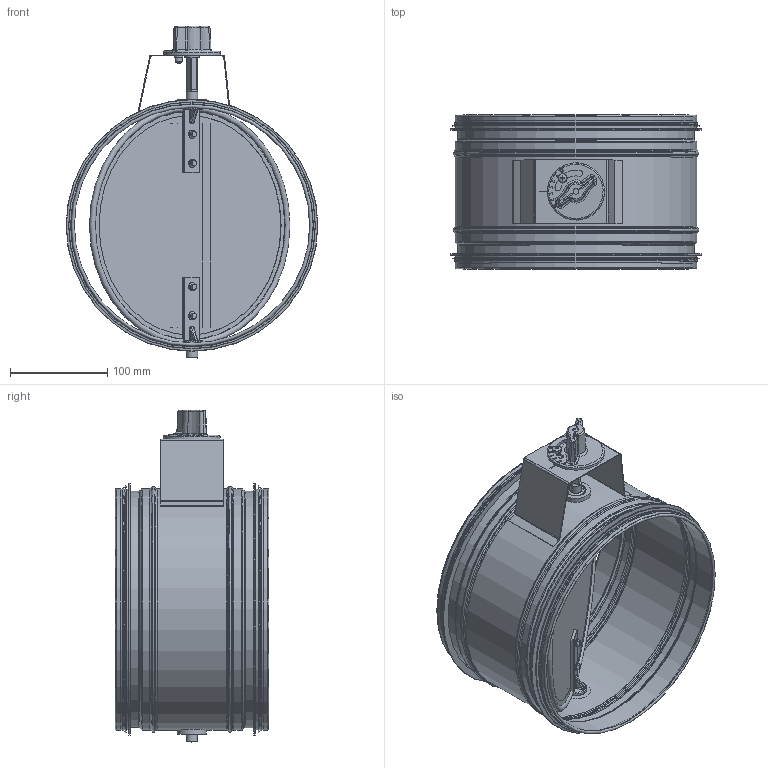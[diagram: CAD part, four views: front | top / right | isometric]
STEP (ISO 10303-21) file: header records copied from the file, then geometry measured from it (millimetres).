
FILE_DESCRIPTION((''),'2;1');
FILE_NAME('HISC-250.stp','2014-02-20T07:56:22',(''),(''),'Autodesk Inventor 2013','Autodesk Inventor 2013','');
FILE_SCHEMA(('AUTOMOTIVE_DESIGN { 1 2 10303 214 0 1 1 1 }'));
Length unit declared in the file: millimetre
Products named in the file (16): HISC-250; HISochHISC_Rör-07; 999007; Spjällhylla_HISC-HIS-250; Spjällvred; SpjällaxelKort; SFS-ISO 7049 - F-H ST4,8 x 13 - F - H; BlindnitmutterM5; Cellgummi; Starlock; G-list-250; 116019; Borrskruv_4,2x13; SpjällaxelKort_250-315; Cellgummi_1; Stödprofil-210
Assembly tree (20 placements, depth 2):
  HISC-250
    HISochHISC_Rör-07
    999007  x2
    Spjällhylla_HISC-HIS-250
    Spjällvred
    SpjällaxelKort
    SFS-ISO 7049 - F-H ST4,8 x 13 - F - H
    BlindnitmutterM5
    Cellgummi
    Starlock  x2
    G-list-250
    116019
    Borrskruv_4,2x13  x4
    SpjällaxelKort_250-315
    Cellgummi_1
    Stödprofil-210
Bounding box: 259.3 x 158.49 x 342 mm (x, y, z)
Volume: 227000.9 mm3; surface area: 570334.8 mm2
Topology: 22 solids, 23 shells, 1092 faces, 2454 edges, 1415 vertices
Faces by surface type: cylinder 342, plane 299, cone 292, bspline 78, torus 63, sphere 18
Full cylindrical faces by diameter (mm): 4 x4, 4.8 x1, 6 x1, 10 x2, 11.7 x2, 12 x2, 15.2 x1, 16 x1, 21 x2, 30 x2, 226.191 x2, 235 x1, 240 x1, 242.5 x1, 242.66 x1, 243.5 x1, 243.66 x1, 245.3 x2, 247.9 x11, 248.9 x5, 254.3 x2, 259.3 x2
Entity records: 23952 total; most frequent: CARTESIAN_POINT 6929, DIRECTION 3396, ORIENTED_EDGE 3268, EDGE_CURVE 1634, AXIS2_PLACEMENT_3D 1322, VERTEX_POINT 1020, EDGE_LOOP 906, FACE_OUTER_BOUND 760
